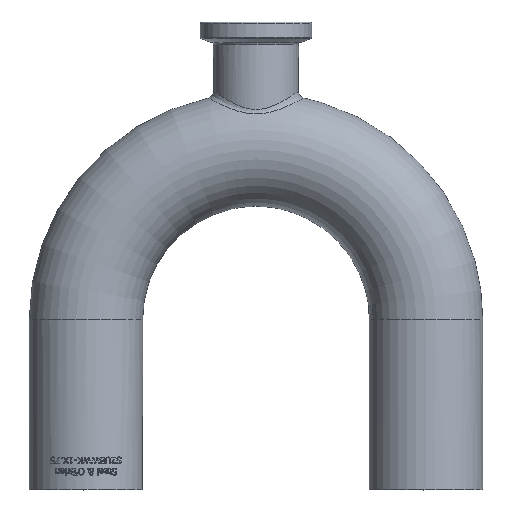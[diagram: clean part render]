
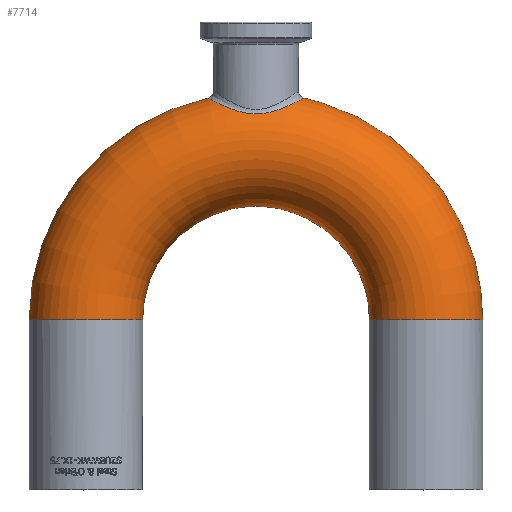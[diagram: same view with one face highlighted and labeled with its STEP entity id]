
A CAD part, top view. The second image highlights one B-rep face of the part: STEP entity #7714.
In plain terms, the highlighted toroidal (fillet/blend) face has major radius 38.1 mm and minor radius 12.7 mm.
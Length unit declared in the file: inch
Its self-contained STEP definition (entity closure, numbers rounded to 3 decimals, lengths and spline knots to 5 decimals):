
#19=TOROIDAL_SURFACE('',#8230,1.5,0.5);
#153=FACE_BOUND('',#1443,.T.);
#154=FACE_BOUND('',#1444,.T.);
#958=FACE_OUTER_BOUND('',#1442,.T.);
#1442=EDGE_LOOP('',(#7192));
#1443=EDGE_LOOP('',(#7193));
#1444=EDGE_LOOP('',(#7194));
#1621=CIRCLE('',#8186,0.5);
#1626=CIRCLE('',#8200,0.5);
#3013=B_SPLINE_CURVE_WITH_KNOTS('',3,(#16812,#16813,#16814,#16815,#16816,
#16817,#16818,#16819,#16820,#16821,#16822,#16823,#16824,#16825,#16826,#16827,
#16828,#16829,#16830,#16831,#16832,#16833,#16834,#16835,#16836,#16837),
 .UNSPECIFIED.,.T.,.F.,(4,1,1,1,1,1,1,1,1,1,1,1,1,1,1,1,1,1,1,1,1,1,1,4),
(-4.87464,-4.64286,-4.41108,-3.94752,
-3.48395,-3.25217,-3.02039,-2.55683,
-2.32505,-2.09327,-1.93874,-1.6297,
-1.47518,-1.16614,-0.8571,-0.54806,
-0.23902,-0.00723,0.22455,0.45633,
0.68811,1.15167,1.38345,1.61523),
 .UNSPECIFIED.);
#3758=VERTEX_POINT('',#16568);
#3763=VERTEX_POINT('',#16587);
#3781=VERTEX_POINT('',#16810);
#4894=EDGE_CURVE('',#3758,#3758,#1621,.T.);
#4899=EDGE_CURVE('',#3763,#3763,#1626,.T.);
#4918=EDGE_CURVE('',#3781,#3781,#3013,.T.);
#7192=ORIENTED_EDGE('',*,*,#4899,.F.);
#7193=ORIENTED_EDGE('',*,*,#4894,.F.);
#7194=ORIENTED_EDGE('',*,*,#4918,.F.);
#7714=ADVANCED_FACE('',(#958,#153,#154),#19,.T.);
#8186=AXIS2_PLACEMENT_3D('',#16569,#9669,#9670);
#8200=AXIS2_PLACEMENT_3D('',#16588,#9697,#9698);
#8230=AXIS2_PLACEMENT_3D('',#16860,#9757,#9758);
#9669=DIRECTION('center_axis',(0.,-1.,0.));
#9670=DIRECTION('ref_axis',(1.,0.,0.));
#9697=DIRECTION('center_axis',(0.,-1.,0.));
#9698=DIRECTION('ref_axis',(-1.,0.,0.));
#9757=DIRECTION('center_axis',(0.,0.,
-1.));
#9758=DIRECTION('ref_axis',(-0.707,0.707,0.));
#16568=CARTESIAN_POINT('',(-1.5,0.13215,0.5));
#16569=CARTESIAN_POINT('Origin',(-1.5,0.13215,0.));
#16587=CARTESIAN_POINT('',(1.5,0.13215,0.5));
#16588=CARTESIAN_POINT('Origin',(1.5,0.13215,0.));
#16810=CARTESIAN_POINT('',(0.,1.94642,-0.38889));
#16812=CARTESIAN_POINT('Ctrl Pts',(0.,1.94641,
-0.38889));
#16813=CARTESIAN_POINT('Ctrl Pts',(-0.03308,1.94641,
-0.3889));
#16814=CARTESIAN_POINT('Ctrl Pts',(-0.09925,1.95356,
-0.38181));
#16815=CARTESIAN_POINT('Ctrl Pts',(-0.21866,1.98793,
-0.34235));
#16816=CARTESIAN_POINT('Ctrl Pts',(-0.34029,2.04321,-0.25405));
#16817=CARTESIAN_POINT('Ctrl Pts',(-0.41294,2.08071,
-0.12043));
#16818=CARTESIAN_POINT('Ctrl Pts',(-0.42801,2.0886,
0.00002));
#16819=CARTESIAN_POINT('Ctrl Pts',(-0.41292,2.08074,0.12035));
#16820=CARTESIAN_POINT('Ctrl Pts',(-0.35489,2.05063,0.2274));
#16821=CARTESIAN_POINT('Ctrl Pts',(-0.26723,2.01014,
0.30691));
#16822=CARTESIAN_POINT('Ctrl Pts',(-0.19754,1.98272,0.34728));
#16823=CARTESIAN_POINT('Ctrl Pts',(-0.10994,1.9561,0.37936));
#16824=CARTESIAN_POINT('Ctrl Pts',(-0.02224,1.94318,
0.39208));
#16825=CARTESIAN_POINT('Ctrl Pts',(0.08843,1.95115,0.38415));
#16826=CARTESIAN_POINT('Ctrl Pts',(0.19044,1.97854,0.35434));
#16827=CARTESIAN_POINT('Ctrl Pts',(0.29225,2.02092,0.29043));
#16828=CARTESIAN_POINT('Ctrl Pts',(0.37101,2.05905,0.20138));
#16829=CARTESIAN_POINT('Ctrl Pts',(0.41541,2.08203,0.10023));
#16830=CARTESIAN_POINT('Ctrl Pts',(0.42804,2.08861,-0.00001));
#16831=CARTESIAN_POINT('Ctrl Pts',(0.41665,2.08269,-0.09018));
#16832=CARTESIAN_POINT('Ctrl Pts',(0.38395,2.0657,-0.17407));
#16833=CARTESIAN_POINT('Ctrl Pts',(0.31591,2.03215,-0.27151));
#16834=CARTESIAN_POINT('Ctrl Pts',(0.21869,1.98793,-0.34245));
#16835=CARTESIAN_POINT('Ctrl Pts',(0.09924,1.95356,
-0.38178));
#16836=CARTESIAN_POINT('Ctrl Pts',(0.03308,1.94641,
-0.38889));
#16837=CARTESIAN_POINT('Ctrl Pts',(0.,1.94641,
-0.38889));
#16860=CARTESIAN_POINT('Origin',(0.,0.13215,
0.));
